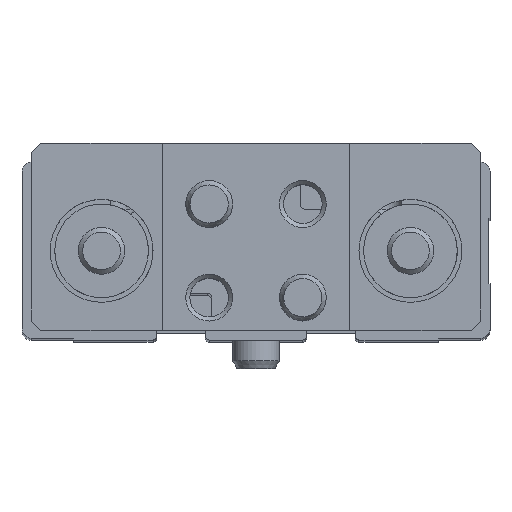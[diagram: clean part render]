
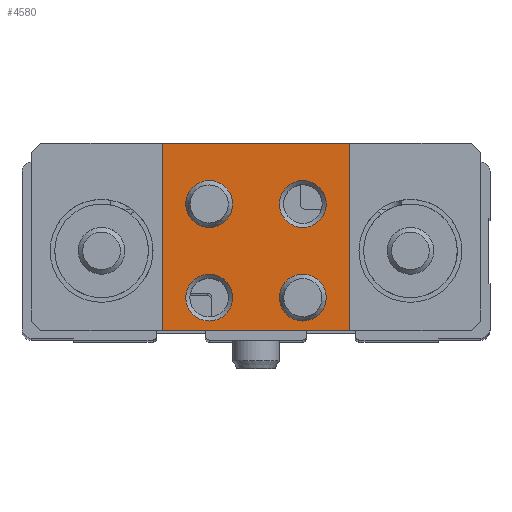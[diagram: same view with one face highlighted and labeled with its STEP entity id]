
A CAD part, top view. The second image highlights one B-rep face of the part: STEP entity #4580.
In plain terms, the highlighted planar face has unit normal (0, 0, 1).
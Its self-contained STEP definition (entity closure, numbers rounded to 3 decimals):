
#150=PLANE('',#5100);
#487=CIRCLE('',#5101,2.5);
#488=CIRCLE('',#5102,2.5);
#489=CIRCLE('',#5103,2.5);
#490=CIRCLE('',#5104,2.5);
#1329=ORIENTED_EDGE('',*,*,#2195,.T.);
#1330=ORIENTED_EDGE('',*,*,#2196,.T.);
#1331=ORIENTED_EDGE('',*,*,#2197,.T.);
#1332=ORIENTED_EDGE('',*,*,#2198,.T.);
#1333=ORIENTED_EDGE('',*,*,#2186,.T.);
#1334=ORIENTED_EDGE('',*,*,#2199,.T.);
#1335=ORIENTED_EDGE('',*,*,#2178,.T.);
#1336=ORIENTED_EDGE('',*,*,#2200,.T.);
#2178=EDGE_CURVE('',#2672,#2679,#3035,.T.);
#2186=EDGE_CURVE('',#2688,#2687,#3043,.T.);
#2195=EDGE_CURVE('',#2696,#2696,#487,.T.);
#2196=EDGE_CURVE('',#2697,#2697,#488,.T.);
#2197=EDGE_CURVE('',#2698,#2698,#489,.T.);
#2198=EDGE_CURVE('',#2699,#2699,#490,.T.);
#2199=EDGE_CURVE('',#2687,#2672,#3052,.T.);
#2200=EDGE_CURVE('',#2679,#2688,#3053,.T.);
#2672=VERTEX_POINT('',#7727);
#2679=VERTEX_POINT('',#7740);
#2687=VERTEX_POINT('',#7758);
#2688=VERTEX_POINT('',#7760);
#2696=VERTEX_POINT('',#7779);
#2697=VERTEX_POINT('',#7781);
#2698=VERTEX_POINT('',#7783);
#2699=VERTEX_POINT('',#7785);
#3035=LINE('',#7741,#3336);
#3043=LINE('',#7759,#3344);
#3052=LINE('',#7786,#3353);
#3053=LINE('',#7787,#3354);
#3336=VECTOR('',#6200,1000.);
#3344=VECTOR('',#6212,1000.);
#3353=VECTOR('',#6233,1000.);
#3354=VECTOR('',#6234,1000.);
#3642=EDGE_LOOP('',(#1329));
#3643=EDGE_LOOP('',(#1330));
#3644=EDGE_LOOP('',(#1331));
#3645=EDGE_LOOP('',(#1332));
#3646=EDGE_LOOP('',(#1333,#1334,#1335,#1336));
#4103=FACE_BOUND('',#3642,.T.);
#4104=FACE_BOUND('',#3643,.T.);
#4105=FACE_BOUND('',#3644,.T.);
#4106=FACE_BOUND('',#3645,.T.);
#4107=FACE_BOUND('',#3646,.T.);
#4580=ADVANCED_FACE('',(#4103,#4104,#4105,#4106,#4107),#150,.T.);
#5100=AXIS2_PLACEMENT_3D('',#7777,#6223,#6224);
#5101=AXIS2_PLACEMENT_3D('',#7778,#6225,#6226);
#5102=AXIS2_PLACEMENT_3D('',#7780,#6227,#6228);
#5103=AXIS2_PLACEMENT_3D('',#7782,#6229,#6230);
#5104=AXIS2_PLACEMENT_3D('',#7784,#6231,#6232);
#6200=DIRECTION('',(-1.,0.,0.));
#6212=DIRECTION('',(1.,0.,0.));
#6223=DIRECTION('',(0.,0.,1.));
#6224=DIRECTION('',(1.,0.,0.));
#6225=DIRECTION('',(0.,0.,-1.));
#6226=DIRECTION('',(-1.,0.,0.));
#6227=DIRECTION('',(0.,0.,-1.));
#6228=DIRECTION('',(-1.,0.,0.));
#6229=DIRECTION('',(0.,0.,-1.));
#6230=DIRECTION('',(-1.,0.,0.));
#6231=DIRECTION('',(0.,0.,-1.));
#6232=DIRECTION('',(-1.,0.,0.));
#6233=DIRECTION('',(0.,1.,0.));
#6234=DIRECTION('',(0.,-1.,0.));
#7727=CARTESIAN_POINT('',(10.,11.5,18.));
#7740=CARTESIAN_POINT('',(-10.,11.5,18.));
#7741=CARTESIAN_POINT('',(24.,11.5,18.));
#7758=CARTESIAN_POINT('',(10.,-8.5,18.));
#7759=CARTESIAN_POINT('',(-24.,-8.5,18.));
#7760=CARTESIAN_POINT('',(-10.,-8.5,18.));
#7777=CARTESIAN_POINT('',(0.,0.,18.));
#7778=CARTESIAN_POINT('',(-5.,-5.,18.));
#7779=CARTESIAN_POINT('',(-7.5,-5.,18.));
#7780=CARTESIAN_POINT('',(-5.,5.,18.));
#7781=CARTESIAN_POINT('',(-7.5,5.,18.));
#7782=CARTESIAN_POINT('',(5.,-5.,18.));
#7783=CARTESIAN_POINT('',(2.5,-5.,18.));
#7784=CARTESIAN_POINT('',(5.,5.,18.));
#7785=CARTESIAN_POINT('',(2.5,5.,18.));
#7786=CARTESIAN_POINT('',(10.,0.,18.));
#7787=CARTESIAN_POINT('',(-10.,0.,18.));
